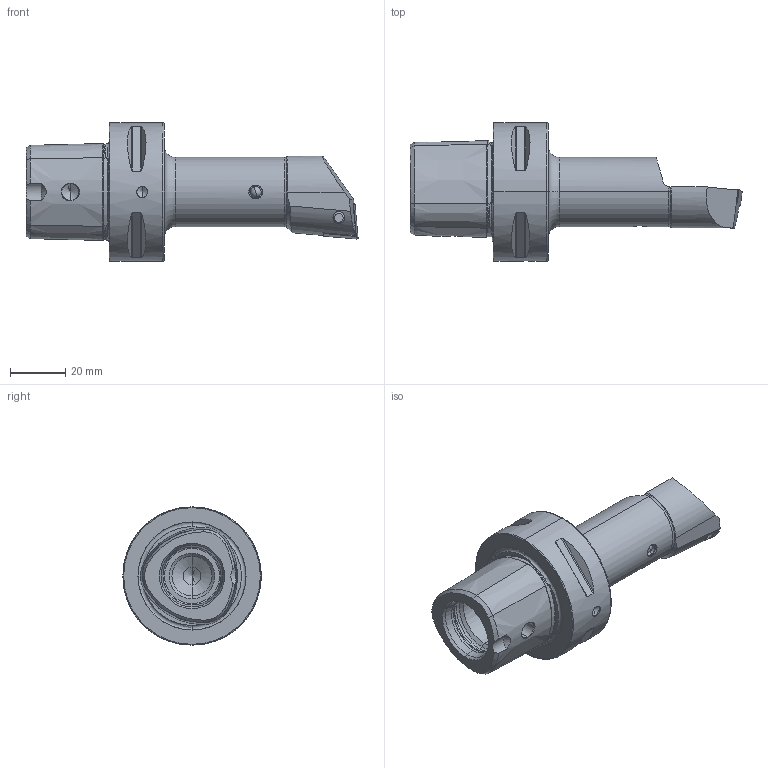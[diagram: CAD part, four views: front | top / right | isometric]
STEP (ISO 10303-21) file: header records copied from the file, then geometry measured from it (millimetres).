
FILE_DESCRIPTION (( 'STEP AP203' ), '1' );
FILE_NAME ('PS5-BCC.RLA.090.STEP', '2012-04-16T06:54:01', ( 'SwiAdmin' ), ( '' ), 'SwSTEP 2.0', 'SolidWorks 2012', '' );
FILE_SCHEMA (( 'CONFIG_CONTROL_DESIGN' ));
Length unit declared in the file: millimetre
Products named in the file (5): PS5-BCC.RLA.090; KVT_MB_600_050; WCC-ER2.001.010_A; CCMT120404; PS5-BCC.RLA.090_A
Assembly tree (4 placements, depth 2):
  PS5-BCC.RLA.090
    PS5-BCC.RLA.090_A
    CCMT120404
    WCC-ER2.001.010_A
    KVT_MB_600_050
Bounding box: 120 x 50 x 50 mm (x, y, z)
Volume: 79797.5 mm3; surface area: 19992.7 mm2
Topology: 5 solids, 5 shells, 278 faces, 667 edges, 390 vertices
Faces by surface type: cone 98, cylinder 74, plane 49, torus 43, bspline 12, sphere 2
Entity records: 9404 total; most frequent: CARTESIAN_POINT 2751, DIRECTION 1294, ORIENTED_EDGE 1284, EDGE_CURVE 642, AXIS2_PLACEMENT_3D 530, VERTEX_POINT 387, EDGE_LOOP 301, ADVANCED_FACE 278
